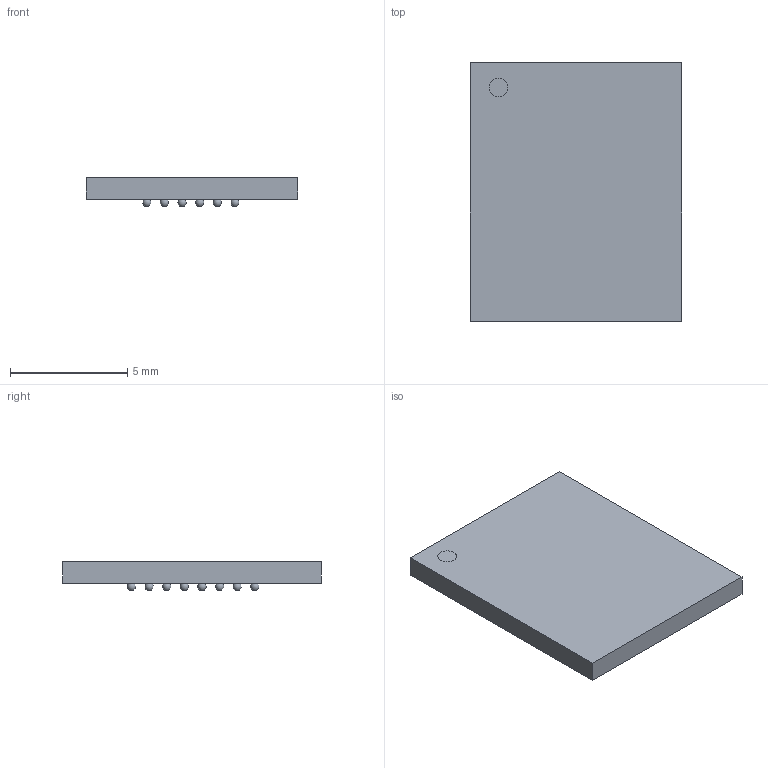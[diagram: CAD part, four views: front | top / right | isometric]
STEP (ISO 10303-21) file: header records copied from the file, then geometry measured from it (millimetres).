
FILE_DESCRIPTION(/* description */ (''),/* implementation_level */ '2;1');
FILE_NAME(/* name */ 'BGA48C75P6X8_900X1100X120.stp',/* time_stamp */ '2016-02-02T15:54:56+01:00',/* author */ ('riccim'),/* organization */ (''),/* preprocessor_version */ 'ST-DEVELOPER v15.5',/* originating_system */ 'AutoCAD Mechanical',/* authorisation */ '');
FILE_SCHEMA (('AUTOMOTIVE_DESIGN { 1 0 10303 214 3 1 1 }'));
Length unit declared in the file: millimetre
Products named in the file (1): Product
Bounding box: 9 x 11 x 1.2 mm (x, y, z)
Volume: 90.1 mm3; surface area: 253.8 mm2
Topology: 50 solids, 50 shells, 155 faces, 210 edges, 156 vertices
Faces by surface type: plane 105, sphere 48, cylinder 2
Full cylindrical faces by diameter (mm): 0.8 x2
Entity records: 2636 total; most frequent: DIRECTION 524, CARTESIAN_POINT 376, AXIS2_PLACEMENT_3D 256, ORIENTED_EDGE 224, EDGE_LOOP 206, FACE_OUTER_BOUND 155, ADVANCED_FACE 155, EDGE_CURVE 112
